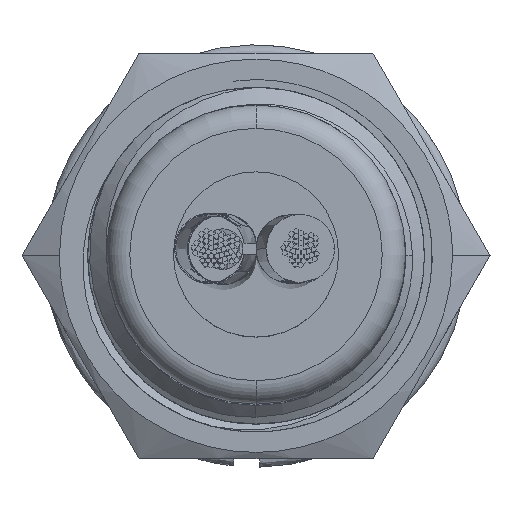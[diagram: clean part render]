
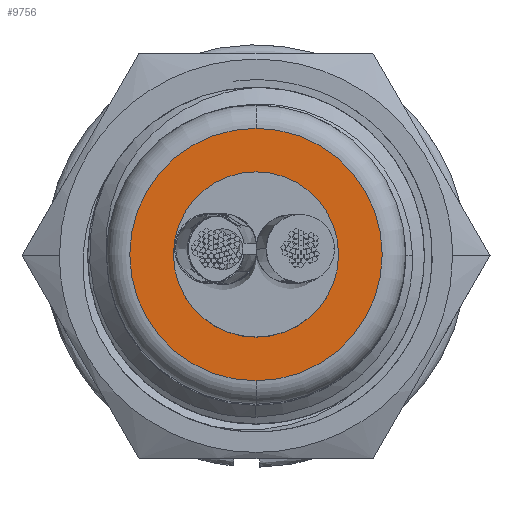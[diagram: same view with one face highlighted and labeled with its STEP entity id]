
A CAD part, top view. The second image highlights one B-rep face of the part: STEP entity #9756.
In plain terms, the highlighted face is planar.
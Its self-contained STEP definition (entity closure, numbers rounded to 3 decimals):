
#2998 = DIRECTION ( 'NONE',  ( 0., 0., -1. ) ) ;
#3369 = DIRECTION ( 'NONE',  ( 0., 0., -1. ) ) ;
#4293 = PLANE ( 'NONE',  #28098 ) ;
#4399 = DIRECTION ( 'NONE',  ( 0., 0., -1. ) ) ;
#6461 = VERTEX_POINT ( 'NONE', #32726 ) ;
#6523 = EDGE_CURVE ( 'NONE', #32582, #6461, #14278, .T. ) ;
#8858 = CARTESIAN_POINT ( 'NONE',  ( 15., 0., 0. ) ) ;
#9756 = ADVANCED_FACE ( 'NONE', ( #27204 ), #4293, .T. ) ;
#9801 = CARTESIAN_POINT ( 'NONE',  ( 15., 0., 0. ) ) ;
#11327 = CARTESIAN_POINT ( 'NONE',  ( 15., 0., 0. ) ) ;
#13570 = ORIENTED_EDGE ( 'NONE', *, *, #6523, .T. ) ;
#14140 = ORIENTED_EDGE ( 'NONE', *, *, #33927, .T. ) ;
#14278 = CIRCLE ( 'NONE', #20296, 4.05 ) ;
#18857 = CARTESIAN_POINT ( 'NONE',  ( 15., 0., 4.05 ) ) ;
#19366 = DIRECTION ( 'NONE',  ( 1., 0., 0. ) ) ;
#20296 = AXIS2_PLACEMENT_3D ( 'NONE', #8858, #27776, #3369 ) ;
#23384 = CIRCLE ( 'NONE', #25511, 4.05 ) ;
#24581 = EDGE_LOOP ( 'NONE', ( #14140, #13570 ) ) ;
#25511 = AXIS2_PLACEMENT_3D ( 'NONE', #11327, #19366, #2998 ) ;
#27204 = FACE_OUTER_BOUND ( 'NONE', #24581, .T. ) ;
#27776 = DIRECTION ( 'NONE',  ( 1., 0., 0. ) ) ;
#28098 = AXIS2_PLACEMENT_3D ( 'NONE', #9801, #33915, #4399 ) ;
#32582 = VERTEX_POINT ( 'NONE', #18857 ) ;
#32726 = CARTESIAN_POINT ( 'NONE',  ( 15., 0., -4.05 ) ) ;
#33915 = DIRECTION ( 'NONE',  ( 1., 0., 0. ) ) ;
#33927 = EDGE_CURVE ( 'NONE', #6461, #32582, #23384, .T. ) ;
